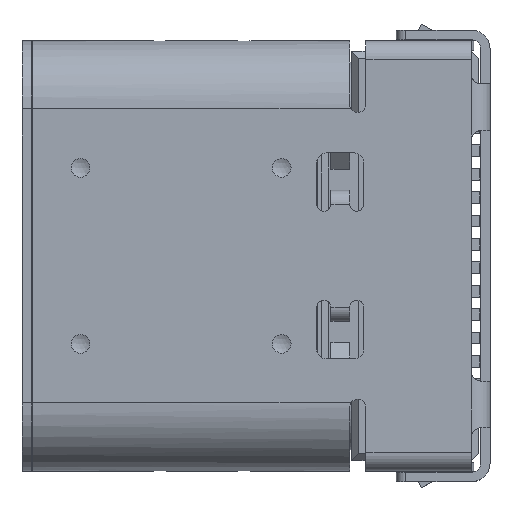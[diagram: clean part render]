
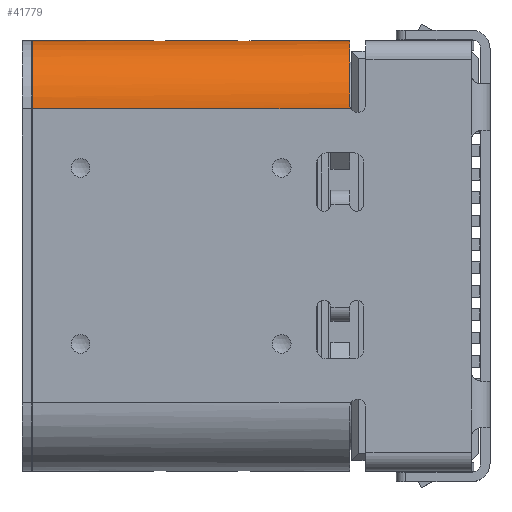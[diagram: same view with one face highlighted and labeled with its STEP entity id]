
A CAD part, top view. The second image highlights one B-rep face of the part: STEP entity #41779.
In plain terms, the highlighted cylindrical face has radius 1.46 mm (diameter 2.92 mm), a partial arc.
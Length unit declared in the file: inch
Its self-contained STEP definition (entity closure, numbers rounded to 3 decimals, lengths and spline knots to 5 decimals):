
#174 = DIRECTION ( 'NONE',  ( 0., 0., -1. ) ) ;
#273 = ORIENTED_EDGE ( 'NONE', *, *, #31649, .T. ) ;
#395 = CARTESIAN_POINT ( 'NONE',  ( -0.2552, 0.01565, -0.05384 ) ) ;
#1433 = EDGE_CURVE ( 'NONE', #40560, #26778, #34343, .T. ) ;
#1784 = DIRECTION ( 'NONE',  ( -1., 0., 0. ) ) ;
#1859 = CARTESIAN_POINT ( 'NONE',  ( -0.3689, -0.04173, -0.05748 ) ) ;
#2024 = ORIENTED_EDGE ( 'NONE', *, *, #19255, .T. ) ;
#2072 = EDGE_LOOP ( 'NONE', ( #7519, #16439, #15942, #29849, #2559, #2024, #18414, #34774, #273 ) ) ;
#2559 = ORIENTED_EDGE ( 'NONE', *, *, #7965, .T. ) ;
#2987 = DIRECTION ( 'NONE',  ( 0., 0., -1. ) ) ;
#3104 = CARTESIAN_POINT ( 'NONE',  ( -0.18602, 0.01575, -0.05748 ) ) ;
#3550 = DIRECTION ( 'NONE',  ( -1., 0., 0. ) ) ;
#3783 = CARTESIAN_POINT ( 'NONE',  ( -0.18434, 0.01565, -0.05384 ) ) ;
#4629 = CARTESIAN_POINT ( 'NONE',  ( -0.25992, 0.01534, -0.05065 ) ) ;
#5954 = VERTEX_POINT ( 'NONE', #42922 ) ;
#6366 = CARTESIAN_POINT ( 'NONE',  ( -0.18602, -0.04173, -0.05748 ) ) ;
#7519 = ORIENTED_EDGE ( 'NONE', *, *, #23698, .F. ) ;
#7580 = CARTESIAN_POINT ( 'NONE',  ( -0.26962, 0.01575, -0.05748 ) ) ;
#7965 = EDGE_CURVE ( 'NONE', #30885, #14491, #43112, .T. ) ;
#8064 = VERTEX_POINT ( 'NONE', #26041 ) ;
#8135 = AXIS2_PLACEMENT_3D ( 'NONE', #6366, #20071, #2987 ) ;
#8372 = CARTESIAN_POINT ( 'NONE',  ( -0.26969, 0.01575, -0.05748 ) ) ;
#8862 = CARTESIAN_POINT ( 'NONE',  ( -0.10236, 0.01575, -0.05748 ) ) ;
#9848 = CARTESIAN_POINT ( 'NONE',  ( -0.10236, -0.04173, -0.05748 ) ) ;
#10514 = CARTESIAN_POINT ( 'NONE',  ( -0.25401, 0.01575, -0.05748 ) ) ;
#10534 = CARTESIAN_POINT ( 'NONE',  ( -0.1985, 0.01575, -0.05559 ) ) ;
#10960 = CARTESIAN_POINT ( 'NONE',  ( -0.26841, 0.01565, -0.05383 ) ) ;
#11325 = CARTESIAN_POINT ( 'NONE',  ( -0.10113, -0.04173, 0. ) ) ;
#11982 = DIRECTION ( 'NONE',  ( 1., 0., 0. ) ) ;
#12865 = CARTESIAN_POINT ( 'NONE',  ( -0.10156, -0.0411, 0. ) ) ;
#13470 = CARTESIAN_POINT ( 'NONE',  ( -0.18339, 0.01575, -0.05559 ) ) ;
#14491 = VERTEX_POINT ( 'NONE', #29557 ) ;
#15271 = VECTOR ( 'NONE', #3550, 39.37008 ) ;
#15942 = ORIENTED_EDGE ( 'NONE', *, *, #1433, .T. ) ;
#16439 = ORIENTED_EDGE ( 'NONE', *, *, #21914, .F. ) ;
#16630 = CARTESIAN_POINT ( 'NONE',  ( -0.19754, 0.01565, -0.05383 ) ) ;
#16822 = DIRECTION ( 'NONE',  ( -1., 0., 0. ) ) ;
#16885 = EDGE_CURVE ( 'NONE', #26778, #30885, #42022, .T. ) ;
#17064 = CARTESIAN_POINT ( 'NONE',  ( -0.19283, 0.01534, -0.05064 ) ) ;
#17272 = CARTESIAN_POINT ( 'NONE',  ( -0.26962, 0.01575, -0.05748 ) ) ;
#17710 = CARTESIAN_POINT ( 'NONE',  ( -0.26558, 0.01543, -0.05136 ) ) ;
#18270 = AXIS2_PLACEMENT_3D ( 'NONE', #1859, #29256, #25902 ) ;
#18414 = ORIENTED_EDGE ( 'NONE', *, *, #35659, .F. ) ;
#18926 = CARTESIAN_POINT ( 'NONE',  ( -0.10113, -0.04173, 0. ) ) ;
#19255 = EDGE_CURVE ( 'NONE', #14491, #5954, #24555, .T. ) ;
#19604 = CARTESIAN_POINT ( 'NONE',  ( -0.10211, -0.03965, -0.00004 ) ) ;
#19852 = FACE_OUTER_BOUND ( 'NONE', #2072, .T. ) ;
#20071 = DIRECTION ( 'NONE',  ( 1., 0., 0. ) ) ;
#20444 = CARTESIAN_POINT ( 'NONE',  ( -0.10236, -0.0378, -0.00013 ) ) ;
#21353 = VECTOR ( 'NONE', #11982, 39.37008 ) ;
#21914 = EDGE_CURVE ( 'NONE', #40560, #32164, #40599, .T. ) ;
#23388 = CARTESIAN_POINT ( 'NONE',  ( -0.10228, -0.03905, -0.00006 ) ) ;
#23698 = EDGE_CURVE ( 'NONE', #32164, #8064, #28273, .T. ) ;
#24555 = B_SPLINE_CURVE_WITH_KNOTS ( 'NONE', 3,
 ( #30955, #13470, #3783, #41285, #27154, #17064, #44437, #16630, #10534, #41063 ),
 .UNSPECIFIED., .F., .F.,
 ( 4, 2, 2, 2, 4 ),
 ( 0., 0.00014, 0.00029, 0.00043, 0.00057 ),
 .UNSPECIFIED. ) ;
#25830 = EDGE_CURVE ( 'NONE', #42046, #32803, #37511, .T. ) ;
#25902 = DIRECTION ( 'NONE',  ( 0., 0., -1. ) ) ;
#26041 = CARTESIAN_POINT ( 'NONE',  ( -0.3689, 0.01575, -0.05748 ) ) ;
#26778 = VERTEX_POINT ( 'NONE', #20444 ) ;
#27154 = CARTESIAN_POINT ( 'NONE',  ( -0.18906, 0.01534, -0.05065 ) ) ;
#27879 = VECTOR ( 'NONE', #16822, 39.37008 ) ;
#28273 = CIRCLE ( 'NONE', #18270, 0.05748 ) ;
#28750 = CARTESIAN_POINT ( 'NONE',  ( -0.25401, 0.01575, -0.05748 ) ) ;
#29256 = DIRECTION ( 'NONE',  ( -1., 0., 0. ) ) ;
#29557 = CARTESIAN_POINT ( 'NONE',  ( -0.18314, 0.01575, -0.05748 ) ) ;
#29849 = ORIENTED_EDGE ( 'NONE', *, *, #16885, .T. ) ;
#30885 = VERTEX_POINT ( 'NONE', #8862 ) ;
#30955 = CARTESIAN_POINT ( 'NONE',  ( -0.18314, 0.01575, -0.05748 ) ) ;
#31649 = EDGE_CURVE ( 'NONE', #32803, #8064, #33868, .T. ) ;
#31808 = CARTESIAN_POINT ( 'NONE',  ( -0.26936, 0.01575, -0.05559 ) ) ;
#31979 = AXIS2_PLACEMENT_3D ( 'NONE', #9848, #44191, #174 ) ;
#32164 = VERTEX_POINT ( 'NONE', #41423 ) ;
#32592 = CARTESIAN_POINT ( 'NONE',  ( -0.10236, -0.03842, -0.00009 ) ) ;
#32803 = VERTEX_POINT ( 'NONE', #17272 ) ;
#33272 = CARTESIAN_POINT ( 'NONE',  ( -0.10236, -0.0378, -0.00013 ) ) ;
#33302 = CYLINDRICAL_SURFACE ( 'NONE', #8135, 0.05748 ) ;
#33868 = LINE ( 'NONE', #3104, #27879 ) ;
#34343 = B_SPLINE_CURVE_WITH_KNOTS ( 'NONE', 3,
 ( #18926, #12865, #36191, #19604, #23388, #32592, #33272 ),
 .UNSPECIFIED., .F., .F.,
 ( 4, 3, 4 ),
 ( 0., 0.00006, 0.00011 ),
 .UNSPECIFIED. ) ;
#34746 = CARTESIAN_POINT ( 'NONE',  ( -0.26369, 0.01534, -0.05064 ) ) ;
#34774 = ORIENTED_EDGE ( 'NONE', *, *, #25830, .T. ) ;
#35659 = EDGE_CURVE ( 'NONE', #42046, #5954, #39129, .T. ) ;
#35925 = VECTOR ( 'NONE', #1784, 39.37008 ) ;
#36191 = CARTESIAN_POINT ( 'NONE',  ( -0.1019, -0.04039, -0.00001 ) ) ;
#36369 = CARTESIAN_POINT ( 'NONE',  ( -0.18602, 0.01575, -0.05748 ) ) ;
#37511 = B_SPLINE_CURVE_WITH_KNOTS ( 'NONE', 3,
 ( #10514, #37892, #395, #41703, #4629, #34746, #17710, #10960, #31808, #7580 ),
 .UNSPECIFIED., .F., .F.,
 ( 4, 2, 2, 2, 4 ),
 ( 0., 0.00014, 0.00029, 0.00043, 0.00057 ),
 .UNSPECIFIED. ) ;
#37892 = CARTESIAN_POINT ( 'NONE',  ( -0.25426, 0.01575, -0.05559 ) ) ;
#39129 = LINE ( 'NONE', #8372, #21353 ) ;
#40560 = VERTEX_POINT ( 'NONE', #11325 ) ;
#40599 = LINE ( 'NONE', #40825, #15271 ) ;
#40825 = CARTESIAN_POINT ( 'NONE',  ( -0.10236, -0.04173, 0. ) ) ;
#41063 = CARTESIAN_POINT ( 'NONE',  ( -0.19875, 0.01575, -0.05748 ) ) ;
#41285 = CARTESIAN_POINT ( 'NONE',  ( -0.18718, 0.01543, -0.05135 ) ) ;
#41423 = CARTESIAN_POINT ( 'NONE',  ( -0.3689, -0.04173, 0. ) ) ;
#41703 = CARTESIAN_POINT ( 'NONE',  ( -0.25805, 0.01543, -0.05135 ) ) ;
#41779 = ADVANCED_FACE ( 'NONE', ( #19852 ), #33302, .T. ) ;
#42022 = CIRCLE ( 'NONE', #31979, 0.05748 ) ;
#42046 = VERTEX_POINT ( 'NONE', #28750 ) ;
#42922 = CARTESIAN_POINT ( 'NONE',  ( -0.19875, 0.01575, -0.05748 ) ) ;
#43112 = LINE ( 'NONE', #36369, #35925 ) ;
#44191 = DIRECTION ( 'NONE',  ( -1., 0., 0. ) ) ;
#44437 = CARTESIAN_POINT ( 'NONE',  ( -0.19471, 0.01543, -0.05136 ) ) ;
